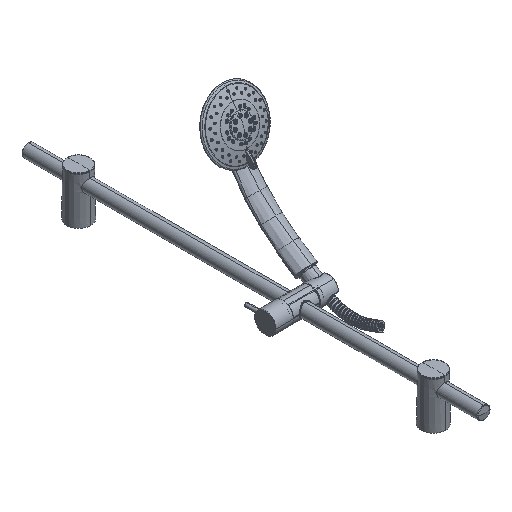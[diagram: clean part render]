
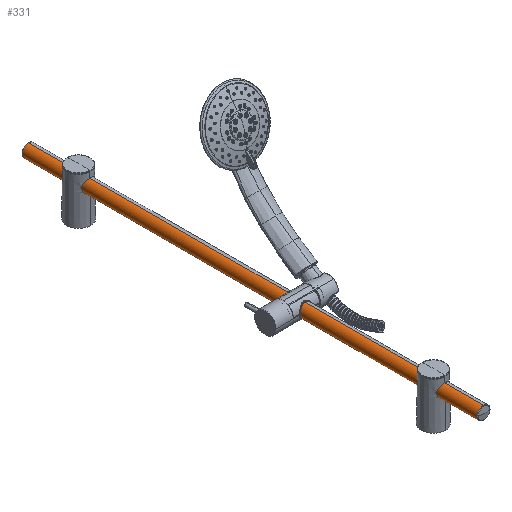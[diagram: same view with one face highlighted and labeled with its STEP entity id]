
A CAD part, isometric view. The second image highlights one B-rep face of the part: STEP entity #331.
In plain terms, the highlighted cylindrical face has radius 10.3 mm (diameter 20.6 mm), a partial arc.
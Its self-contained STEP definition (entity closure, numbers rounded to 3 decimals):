
#33=CARTESIAN_POINT('',(0.,430.,0.));
#34=DIRECTION('',(0.,-1.,0.));
#35=DIRECTION('',(0.,0.,1.));
#36=AXIS2_PLACEMENT_3D('',#33,#34,#35);
#48=DIRECTION('',(0.,-1.,0.));
#49=VECTOR('',#48,730.);
#50=CARTESIAN_POINT('',(0.,430.,-10.3));
#51=LINE('',#50,#49);
#57=CARTESIAN_POINT('',(0.,-300.,0.));
#58=DIRECTION('',(0.,1.,0.));
#59=DIRECTION('',(0.,0.,-1.));
#60=AXIS2_PLACEMENT_3D('',#57,#58,#59);
#72=DIRECTION('',(0.,-1.,0.));
#73=VECTOR('',#72,730.);
#74=CARTESIAN_POINT('',(0.,430.,10.3));
#75=LINE('',#74,#73);
#183=CARTESIAN_POINT('',(0.,-300.,10.3));
#184=CARTESIAN_POINT('',(0.,-300.,-10.3));
#185=VERTEX_POINT('',#183);
#186=VERTEX_POINT('',#184);
#187=CARTESIAN_POINT('',(0.,430.,10.3));
#188=VERTEX_POINT('',#187);
#189=CARTESIAN_POINT('',(0.,430.,-10.3));
#190=VERTEX_POINT('',#189);
#320=CARTESIAN_POINT('',(0.,-300.,0.));
#321=DIRECTION('',(0.,1.,0.));
#322=DIRECTION('',(0.,0.,1.));
#323=AXIS2_PLACEMENT_3D('',#320,#321,#322);
#324=CYLINDRICAL_SURFACE('',#323,10.3);
#325=ORIENTED_EDGE('',*,*,#302,.F.);
#326=ORIENTED_EDGE('',*,*,#284,.F.);
#327=ORIENTED_EDGE('',*,*,#257,.F.);
#328=ORIENTED_EDGE('',*,*,#281,.T.);
#329=EDGE_LOOP('',(#325,#326,#327,#328));
#330=FACE_OUTER_BOUND('',#329,.F.);
#331=ADVANCED_FACE('',(#330),#324,.T.);
#37=CIRCLE('',#36,10.3);
#61=CIRCLE('',#60,10.3);
#257=EDGE_CURVE('',#188,#190,#37,.T.);
#281=EDGE_CURVE('',#188,#185,#75,.T.);
#284=EDGE_CURVE('',#190,#186,#51,.T.);
#302=EDGE_CURVE('',#186,#185,#61,.T.);
